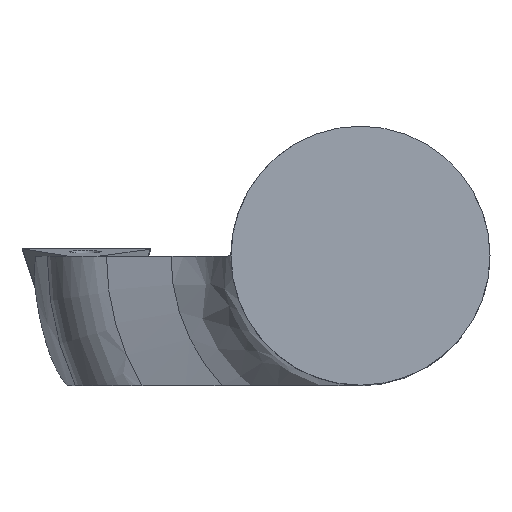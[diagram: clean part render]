
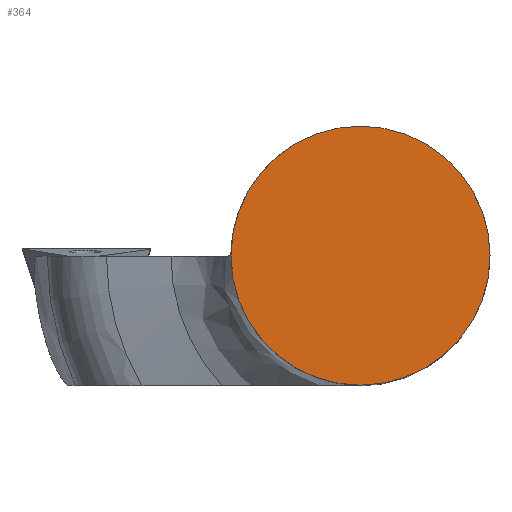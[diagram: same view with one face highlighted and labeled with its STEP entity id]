
A CAD part, top view. The second image highlights one B-rep face of the part: STEP entity #364.
In plain terms, the highlighted planar face has unit normal (0, 0, 1).
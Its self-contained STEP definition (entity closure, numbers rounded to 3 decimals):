
#364=ADVANCED_FACE('240[2]',(#783),#784,.T.);
#366=EDGE_CURVE('240[2]',#786,#786,#787,.T.);
#783=FACE_OUTER_BOUND('',#1440,.T.);
#784=PLANE('',#1441);
#786=VERTEX_POINT('',#1444);
#787=CIRCLE('',#1445,8.0);
#1440=EDGE_LOOP('',(#2055));
#1441=AXIS2_PLACEMENT_3D('',#2056,#2057,#2058);
#1444=CARTESIAN_POINT('',(-8.0,0.,0.0));
#1445=AXIS2_PLACEMENT_3D('',#2059,#2060,#2061);
#2055=ORIENTED_EDGE('',*,*,#366,.F.);
#2056=CARTESIAN_POINT('',(0.,0.,0.0));
#2057=DIRECTION('',(0.,0.,1.0));
#2058=DIRECTION('',(-1.0,0.,0.0));
#2059=CARTESIAN_POINT('',(0.,0.,0.0));
#2060=DIRECTION('',(0.,0.,-1.0));
#2061=DIRECTION('',(-1.0,0.,0.));
